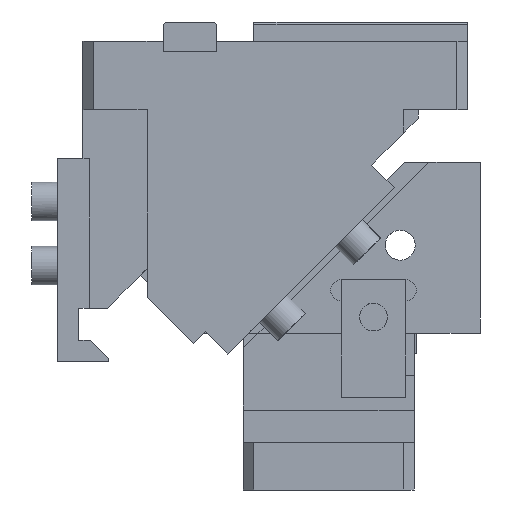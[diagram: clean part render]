
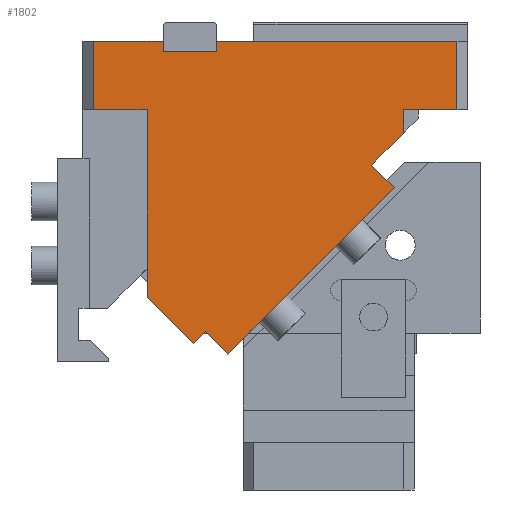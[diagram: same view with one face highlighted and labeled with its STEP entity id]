
A CAD part, front view. The second image highlights one B-rep face of the part: STEP entity #1802.
In plain terms, the highlighted planar face has unit normal (0, -1, 0).
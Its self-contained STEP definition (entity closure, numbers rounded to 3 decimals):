
#706=CARTESIAN_POINT('Vertex',(5.,-57.5,0.)) ;
#709=CARTESIAN_POINT('Line Origine',(21.25,-57.5,0.)) ;
#713=CARTESIAN_POINT('Vertex',(37.5,-57.5,0.)) ;
#914=CARTESIAN_POINT('Vertex',(62.5,-57.5,0.)) ;
#917=CARTESIAN_POINT('Line Origine',(118.75,-57.5,0.)) ;
#921=CARTESIAN_POINT('Vertex',(175.,-57.5,0.)) ;
#1120=CARTESIAN_POINT('Vertex',(175.,-57.5,-32.)) ;
#1123=CARTESIAN_POINT('Line Origine',(162.5,-57.5,-32.)) ;
#1127=CARTESIAN_POINT('Vertex',(150.,-57.5,-32.)) ;
#1379=CARTESIAN_POINT('Vertex',(150.,-57.5,-43.013)) ;
#1382=CARTESIAN_POINT('Line Origine',(142.514,-57.5,-50.498)) ;
#1386=CARTESIAN_POINT('Vertex',(135.028,-57.5,-57.984)) ;
#1683=CARTESIAN_POINT('Line Origine',(37.5,-57.5,-2.5)) ;
#1687=CARTESIAN_POINT('Vertex',(37.5,-57.5,-5.)) ;
#1702=CARTESIAN_POINT('Axis2P3D Location',(0.,-57.5,0.)) ;
#1707=CARTESIAN_POINT('Line Origine',(62.55,-57.5,-141.069)) ;
#1711=CARTESIAN_POINT('Vertex',(67.853,-57.5,-146.373)) ;
#1713=CARTESIAN_POINT('Vertex',(57.247,-57.5,-135.766)) ;
#1716=CARTESIAN_POINT('Line Origine',(106.744,-57.5,-107.482)) ;
#1720=CARTESIAN_POINT('Vertex',(145.635,-57.5,-68.591)) ;
#1723=CARTESIAN_POINT('Line Origine',(140.332,-57.5,-63.288)) ;
#1728=CARTESIAN_POINT('Line Origine',(150.,-57.5,-37.506)) ;
#1733=CARTESIAN_POINT('Line Origine',(175.,-57.5,-16.)) ;
#1738=CARTESIAN_POINT('Line Origine',(62.5,-57.5,-2.5)) ;
#1742=CARTESIAN_POINT('Vertex',(62.5,-57.5,-5.)) ;
#1745=CARTESIAN_POINT('Line Origine',(50.,-57.5,-5.)) ;
#1750=CARTESIAN_POINT('Line Origine',(5.,-57.5,-16.)) ;
#1754=CARTESIAN_POINT('Vertex',(5.,-57.5,-32.)) ;
#1757=CARTESIAN_POINT('Line Origine',(17.5,-57.5,-32.)) ;
#1761=CARTESIAN_POINT('Vertex',(30.,-57.5,-32.)) ;
#1764=CARTESIAN_POINT('Line Origine',(30.,-57.5,-75.917)) ;
#1768=CARTESIAN_POINT('Vertex',(30.,-57.5,-119.833)) ;
#1771=CARTESIAN_POINT('Line Origine',(40.795,-57.5,-130.628)) ;
#1775=CARTESIAN_POINT('Vertex',(51.59,-57.5,-141.423)) ;
#1778=CARTESIAN_POINT('Line Origine',(54.418,-57.5,-138.594)) ;
#710=DIRECTION('Vector Direction',(1.,0.,0.)) ;
#918=DIRECTION('Vector Direction',(1.,0.,0.)) ;
#1124=DIRECTION('Vector Direction',(-1.,0.,0.)) ;
#1383=DIRECTION('Vector Direction',(-0.707,0.,-0.707)) ;
#1684=DIRECTION('Vector Direction',(0.,0.,1.)) ;
#1703=DIRECTION('Axis2P3D Direction',(0.,1.,0.)) ;
#1704=DIRECTION('Axis2P3D XDirection',(0.,0.,1.)) ;
#1708=DIRECTION('Vector Direction',(-0.707,0.,0.707)) ;
#1717=DIRECTION('Vector Direction',(-0.707,0.,-0.707)) ;
#1724=DIRECTION('Vector Direction',(-0.707,0.,0.707)) ;
#1729=DIRECTION('Vector Direction',(0.,0.,1.)) ;
#1734=DIRECTION('Vector Direction',(0.,0.,1.)) ;
#1739=DIRECTION('Vector Direction',(0.,0.,-1.)) ;
#1746=DIRECTION('Vector Direction',(1.,0.,0.)) ;
#1751=DIRECTION('Vector Direction',(0.,0.,-1.)) ;
#1758=DIRECTION('Vector Direction',(-1.,0.,0.)) ;
#1765=DIRECTION('Vector Direction',(0.,0.,-1.)) ;
#1772=DIRECTION('Vector Direction',(-0.707,0.,0.707)) ;
#1779=DIRECTION('Vector Direction',(-0.707,0.,-0.707)) ;
#1705=AXIS2_PLACEMENT_3D('Plane Axis2P3D',#1702,#1703,#1704) ;
#1784=ORIENTED_EDGE('',*,*,#1715,.F.) ;
#1785=ORIENTED_EDGE('',*,*,#1722,.F.) ;
#1786=ORIENTED_EDGE('',*,*,#1727,.T.) ;
#1787=ORIENTED_EDGE('',*,*,#1388,.F.) ;
#1788=ORIENTED_EDGE('',*,*,#1732,.T.) ;
#1789=ORIENTED_EDGE('',*,*,#1129,.F.) ;
#1790=ORIENTED_EDGE('',*,*,#1737,.T.) ;
#1791=ORIENTED_EDGE('',*,*,#923,.F.) ;
#1792=ORIENTED_EDGE('',*,*,#1744,.T.) ;
#1793=ORIENTED_EDGE('',*,*,#1749,.F.) ;
#1794=ORIENTED_EDGE('',*,*,#1689,.T.) ;
#1795=ORIENTED_EDGE('',*,*,#715,.F.) ;
#1796=ORIENTED_EDGE('',*,*,#1756,.T.) ;
#1797=ORIENTED_EDGE('',*,*,#1763,.F.) ;
#1798=ORIENTED_EDGE('',*,*,#1770,.T.) ;
#1799=ORIENTED_EDGE('',*,*,#1777,.F.) ;
#1800=ORIENTED_EDGE('',*,*,#1782,.F.) ;
#711=VECTOR('Line Direction',#710,1.) ;
#919=VECTOR('Line Direction',#918,1.) ;
#1125=VECTOR('Line Direction',#1124,1.) ;
#1384=VECTOR('Line Direction',#1383,1.) ;
#1685=VECTOR('Line Direction',#1684,1.) ;
#1709=VECTOR('Line Direction',#1708,1.) ;
#1718=VECTOR('Line Direction',#1717,1.) ;
#1725=VECTOR('Line Direction',#1724,1.) ;
#1730=VECTOR('Line Direction',#1729,1.) ;
#1735=VECTOR('Line Direction',#1734,1.) ;
#1740=VECTOR('Line Direction',#1739,1.) ;
#1747=VECTOR('Line Direction',#1746,1.) ;
#1752=VECTOR('Line Direction',#1751,1.) ;
#1759=VECTOR('Line Direction',#1758,1.) ;
#1766=VECTOR('Line Direction',#1765,1.) ;
#1773=VECTOR('Line Direction',#1772,1.) ;
#1780=VECTOR('Line Direction',#1779,1.) ;
#1802=ADVANCED_FACE('CAM HOLDER',(#1801),#1706,.F.) ;
#715=EDGE_CURVE('',#707,#714,#712,.T.) ;
#923=EDGE_CURVE('',#915,#922,#920,.T.) ;
#1129=EDGE_CURVE('',#1121,#1128,#1126,.T.) ;
#1388=EDGE_CURVE('',#1380,#1387,#1385,.T.) ;
#1689=EDGE_CURVE('',#1688,#714,#1686,.T.) ;
#1715=EDGE_CURVE('',#1712,#1714,#1710,.T.) ;
#1722=EDGE_CURVE('',#1721,#1712,#1719,.T.) ;
#1727=EDGE_CURVE('',#1721,#1387,#1726,.T.) ;
#1732=EDGE_CURVE('',#1380,#1128,#1731,.T.) ;
#1737=EDGE_CURVE('',#1121,#922,#1736,.T.) ;
#1744=EDGE_CURVE('',#915,#1743,#1741,.T.) ;
#1749=EDGE_CURVE('',#1688,#1743,#1748,.T.) ;
#1756=EDGE_CURVE('',#707,#1755,#1753,.T.) ;
#1763=EDGE_CURVE('',#1762,#1755,#1760,.T.) ;
#1770=EDGE_CURVE('',#1762,#1769,#1767,.T.) ;
#1777=EDGE_CURVE('',#1776,#1769,#1774,.T.) ;
#1782=EDGE_CURVE('',#1714,#1776,#1781,.T.) ;
#1783=EDGE_LOOP('',(#1784,#1785,#1786,#1787,#1788,#1789,#1790,#1791,#1792,#1793,#1794,#1795,#1796,#1797,#1798,#1799,#1800)) ;
#1801=FACE_OUTER_BOUND('',#1783,.T.) ;
#712=LINE('Line',#709,#711) ;
#920=LINE('Line',#917,#919) ;
#1126=LINE('Line',#1123,#1125) ;
#1385=LINE('Line',#1382,#1384) ;
#1686=LINE('Line',#1683,#1685) ;
#1710=LINE('Line',#1707,#1709) ;
#1719=LINE('Line',#1716,#1718) ;
#1726=LINE('Line',#1723,#1725) ;
#1731=LINE('Line',#1728,#1730) ;
#1736=LINE('Line',#1733,#1735) ;
#1741=LINE('Line',#1738,#1740) ;
#1748=LINE('Line',#1745,#1747) ;
#1753=LINE('Line',#1750,#1752) ;
#1760=LINE('Line',#1757,#1759) ;
#1767=LINE('Line',#1764,#1766) ;
#1774=LINE('Line',#1771,#1773) ;
#1781=LINE('Line',#1778,#1780) ;
#1706=PLANE('Plane',#1705) ;
#707=VERTEX_POINT('',#706) ;
#714=VERTEX_POINT('',#713) ;
#915=VERTEX_POINT('',#914) ;
#922=VERTEX_POINT('',#921) ;
#1121=VERTEX_POINT('',#1120) ;
#1128=VERTEX_POINT('',#1127) ;
#1380=VERTEX_POINT('',#1379) ;
#1387=VERTEX_POINT('',#1386) ;
#1688=VERTEX_POINT('',#1687) ;
#1712=VERTEX_POINT('',#1711) ;
#1714=VERTEX_POINT('',#1713) ;
#1721=VERTEX_POINT('',#1720) ;
#1743=VERTEX_POINT('',#1742) ;
#1755=VERTEX_POINT('',#1754) ;
#1762=VERTEX_POINT('',#1761) ;
#1769=VERTEX_POINT('',#1768) ;
#1776=VERTEX_POINT('',#1775) ;
